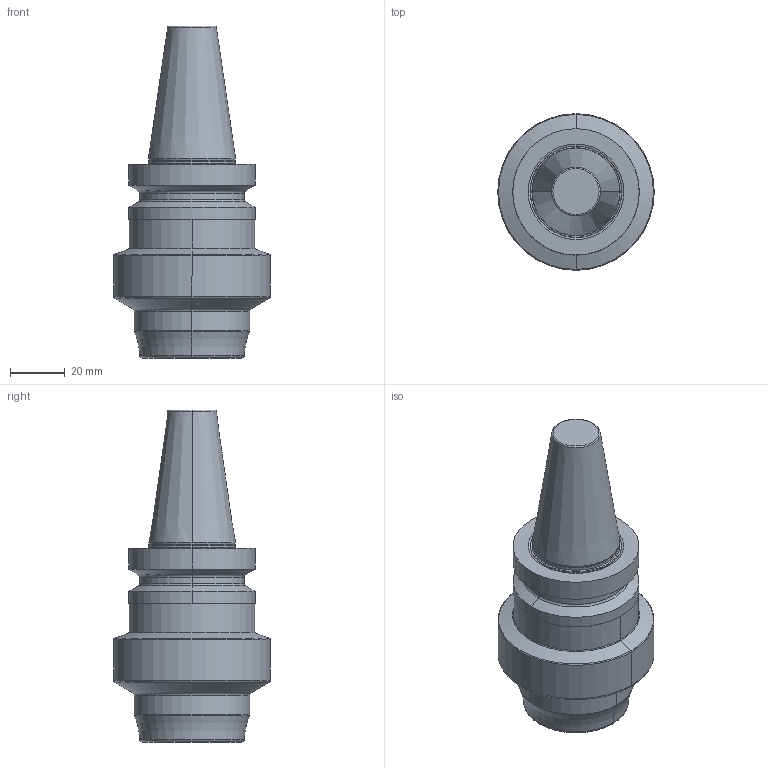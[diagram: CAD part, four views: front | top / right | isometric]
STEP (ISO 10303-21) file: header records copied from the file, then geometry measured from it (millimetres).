
FILE_DESCRIPTION((''),'2;1');
FILE_NAME('607136775-000-01-E43','2019-02-28T13:11:27',('schindlerj'),(''),'CREO PARAMETRIC BY PTC INC, 2018300','CREO PARAMETRIC BY PTC INC, 2018300','');
FILE_SCHEMA(('AUTOMOTIVE_DESIGN { 1 0 10303 214 1 1 1 1 }'));
Length unit declared in the file: millimetre
Products named in the file (1): 607136775-000-01-E43
Bounding box: 57 x 57 x 120.9 mm (x, y, z)
Volume: 132570.1 mm3; surface area: 21635.5 mm2
Topology: 1 solids, 1 shells, 64 faces, 129 edges, 74 vertices
Faces by surface type: torus 28, cylinder 16, cone 14, plane 6
Entity records: 2948 total; most frequent: DIRECTION 359, CARTESIAN_POINT 266, ORIENTED_EDGE 252, AXIS2_PLACEMENT_3D 163, PROPERTY_DEFINITION 156, REPRESENTATION 155, PROPERTY_DEFINITION_REPRESENTATION 155, PRESENTATION_STYLE_ASSIGNMENT 133
